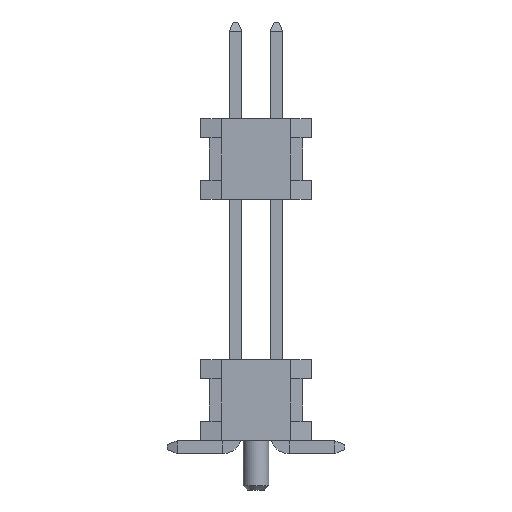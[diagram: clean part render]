
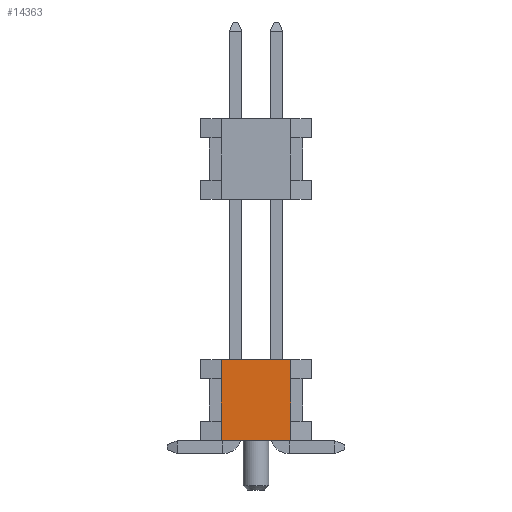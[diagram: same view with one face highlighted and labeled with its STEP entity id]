
A CAD part, left-side view. The second image highlights one B-rep face of the part: STEP entity #14363.
In plain terms, the highlighted planar face has unit normal (-1, 0, 0).
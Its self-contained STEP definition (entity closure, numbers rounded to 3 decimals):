
#544=FACE_OUTER_BOUND('',#1282,.T.);
#1282=EDGE_LOOP('',(#10254,#10255,#10256,#10257));
#2587=LINE('',#21022,#4463);
#2588=LINE('',#21024,#4464);
#2589=LINE('',#21026,#4465);
#2590=LINE('',#21027,#4466);
#4463=VECTOR('',#17345,1.);
#4464=VECTOR('',#17346,1.);
#4465=VECTOR('',#17347,1.);
#4466=VECTOR('',#17348,1.);
#6037=VERTEX_POINT('',#21020);
#6038=VERTEX_POINT('',#21021);
#6039=VERTEX_POINT('',#21023);
#6040=VERTEX_POINT('',#21025);
#7633=EDGE_CURVE('',#6037,#6038,#2587,.T.);
#7634=EDGE_CURVE('',#6037,#6039,#2588,.T.);
#7635=EDGE_CURVE('',#6039,#6040,#2589,.T.);
#7636=EDGE_CURVE('',#6040,#6038,#2590,.T.);
#10254=ORIENTED_EDGE('',*,*,#7633,.F.);
#10255=ORIENTED_EDGE('',*,*,#7634,.T.);
#10256=ORIENTED_EDGE('',*,*,#7635,.T.);
#10257=ORIENTED_EDGE('',*,*,#7636,.T.);
#12890=PLANE('',#15180);
#14363=ADVANCED_FACE('',(#544),#12890,.T.);
#15180=AXIS2_PLACEMENT_3D('',#21019,#17343,#17344);
#17343=DIRECTION('center_axis',(-1.,0.,0.));
#17344=DIRECTION('ref_axis',(0.,0.,-1.));
#17345=DIRECTION('',(0.,1.,0.));
#17346=DIRECTION('',(0.,0.,1.));
#17347=DIRECTION('',(0.,1.,0.));
#17348=DIRECTION('',(0.,0.,-1.));
#21019=CARTESIAN_POINT('Origin',(-28.411,0.625,-4.95));
#21020=CARTESIAN_POINT('',(-28.411,-0.455,-6.205));
#21021=CARTESIAN_POINT('',(-28.411,1.705,-6.205));
#21022=CARTESIAN_POINT('',(-28.411,-1.09,-6.205));
#21023=CARTESIAN_POINT('',(-28.411,-0.455,-3.695));
#21024=CARTESIAN_POINT('',(-28.411,-0.455,-3.695));
#21025=CARTESIAN_POINT('',(-28.411,1.705,-3.695));
#21026=CARTESIAN_POINT('',(-28.411,-1.09,-3.695));
#21027=CARTESIAN_POINT('',(-28.411,1.705,-3.695));
